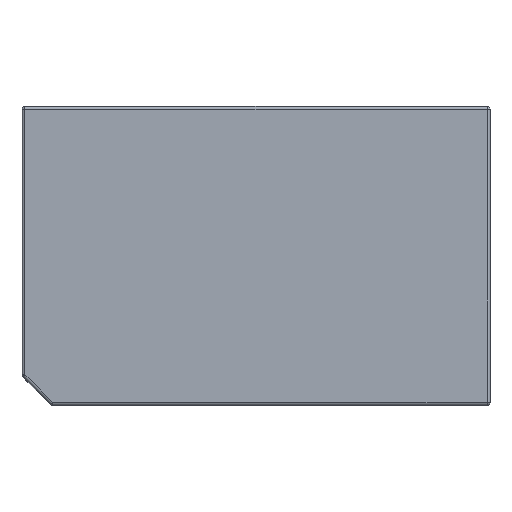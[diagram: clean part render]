
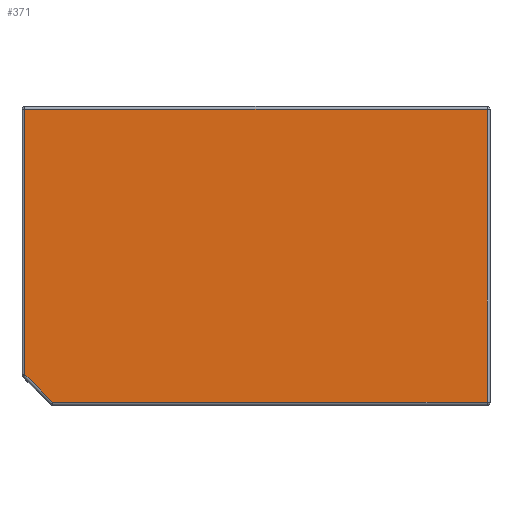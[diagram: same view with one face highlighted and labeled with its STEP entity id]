
A CAD part, top view. The second image highlights one B-rep face of the part: STEP entity #371.
In plain terms, the highlighted planar face has unit normal (0, 0, 1).
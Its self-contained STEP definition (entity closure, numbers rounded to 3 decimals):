
#371=ADVANCED_FACE('',(#893),#895,.T.);
#893=FACE_BOUND('',#894,.T.);
#894=EDGE_LOOP('',(#1322,#1323,#1324,#1325,#1326));
#895=PLANE('',#896);
#896=AXIS2_PLACEMENT_3D('',#897,#898,#899);
#897=CARTESIAN_POINT('',(0.,0.,10.2));
#898=DIRECTION('',(0.,0.,1.));
#899=DIRECTION('',(1.,0.,0.));
#1322=ORIENTED_EDGE('',*,*,#1498,.T.);
#1323=ORIENTED_EDGE('',*,*,#1499,.T.);
#1324=ORIENTED_EDGE('',*,*,#1500,.T.);
#1325=ORIENTED_EDGE('',*,*,#1501,.T.);
#1326=ORIENTED_EDGE('',*,*,#1502,.F.);
#1498=EDGE_CURVE('',#1682,#1683,#1684,.T.);
#1499=EDGE_CURVE('',#1683,#1685,#1686,.T.);
#1500=EDGE_CURVE('',#1685,#1687,#1688,.T.);
#1501=EDGE_CURVE('',#1687,#1689,#1690,.T.);
#1502=EDGE_CURVE('',#1682,#1689,#1691,.F.);
#1682=VERTEX_POINT('',#2066);
#1683=VERTEX_POINT('',#2067);
#1684=LINE('',#2068,#2069);
#1685=VERTEX_POINT('',#2071);
#1686=LINE('',#2072,#2073);
#1687=VERTEX_POINT('',#2075);
#1688=LINE('',#2076,#2077);
#1689=VERTEX_POINT('',#2079);
#1690=LINE('',#2080,#2081);
#1691=LINE('',#2083,#2084);
#2066=CARTESIAN_POINT('',(-13.817,-9.95,10.2));
#2067=CARTESIAN_POINT('',(15.7,-9.95,10.2));
#2068=CARTESIAN_POINT('',(-13.817,-9.95,10.2));
#2069=VECTOR('',#2070,1.);
#2070=DIRECTION('',(1.,0.,0.));
#2071=CARTESIAN_POINT('',(15.7,9.95,10.2));
#2072=CARTESIAN_POINT('',(15.7,-9.95,10.2));
#2073=VECTOR('',#2074,1.);
#2074=DIRECTION('',(0.,1.,0.));
#2075=CARTESIAN_POINT('',(-15.7,9.95,10.2));
#2076=CARTESIAN_POINT('',(15.7,9.95,10.2));
#2077=VECTOR('',#2078,1.);
#2078=DIRECTION('',(-1.,0.,0.));
#2079=CARTESIAN_POINT('',(-15.7,-8.067,10.2));
#2080=CARTESIAN_POINT('',(-15.7,9.95,10.2));
#2081=VECTOR('',#2082,1.);
#2082=DIRECTION('',(0.,-1.,0.));
#2083=CARTESIAN_POINT('',(-15.7,-8.067,10.2));
#2084=VECTOR('',#2085,1.);
#2085=DIRECTION('',(0.707,-0.707,0.));
